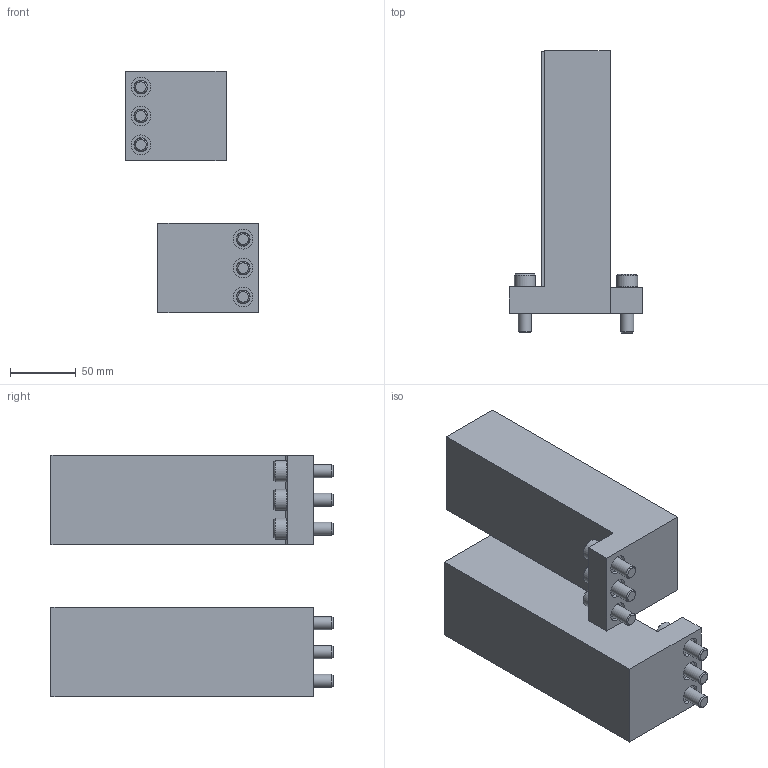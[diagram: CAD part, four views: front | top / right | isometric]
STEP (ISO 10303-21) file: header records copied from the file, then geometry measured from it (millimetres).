
FILE_DESCRIPTION(/* description */ ('STEP AP214'),/* implementation_level */ '2;1');
FILE_NAME(/* name */ '567830_BUB-HGPL-63',/* time_stamp */ '2024-08-05T15:30:25+02:00',/* author */ ('License CC BY-ND 4.0'),/* organization */ ('CADENAS'),/* preprocessor_version */ 'ST-DEVELOPER v19.3',/* originating_system */ 'PARTsolutions',/* authorisation */ ' ');
FILE_SCHEMA (('AUTOMOTIVE_DESIGN {1 0 10303 214 3 1 1}'));
Length unit declared in the file: millimetre
Products named in the file (3): 567830 BUB-HGPL-63; 567830 BUB-HGPL-63---(P); DIN-912 - M10x35(F)
Assembly tree (8 placements, depth 2):
  567830 BUB-HGPL-63
    567830 BUB-HGPL-63---(P)  x2
    DIN-912 - M10x35(F)  x6
Bounding box: 102 x 215 x 184 mm (x, y, z)
Volume: 1447823 mm3; surface area: 133148.5 mm2
Topology: 8 solids, 8 shells, 204 faces, 390 edges, 214 vertices
Faces by surface type: plane 112, cone 66, cylinder 26
Full cylindrical faces by diameter (mm): 10 x6, 10.5 x6, 15 x6, 16 x6
Entity records: 1247 total; most frequent: DIRECTION 215, CARTESIAN_POINT 213, ORIENTED_EDGE 154, AXIS2_PLACEMENT_3D 89, EDGE_CURVE 77, FACE_BOUND 70, EDGE_LOOP 69, VERTEX_POINT 53
